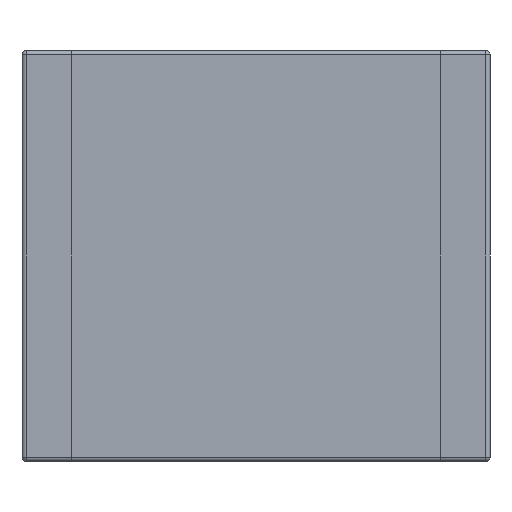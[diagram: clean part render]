
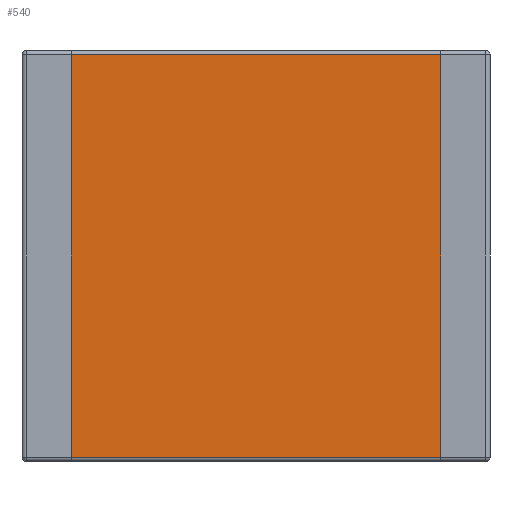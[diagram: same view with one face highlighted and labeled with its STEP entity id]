
A CAD part, front view. The second image highlights one B-rep face of the part: STEP entity #540.
In plain terms, the highlighted planar face has unit normal (0, -1, 0).
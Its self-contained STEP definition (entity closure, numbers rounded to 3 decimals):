
#505 = EDGE_CURVE ( 'NONE', #664, #679, #954, .T. ) ;
#509 = ORIENTED_EDGE ( 'NONE', *, *, #563, .F. ) ;
#510 = ORIENTED_EDGE ( 'NONE', *, *, #505, .T. ) ;
#512 = EDGE_CURVE ( 'NONE', #541, #558, #995, .T. ) ;
#538 = EDGE_LOOP ( 'NONE', ( #542, #549, #509, #510 ) ) ;
#540 = ADVANCED_FACE ( 'NONE', ( #1071 ), #1112, .T. ) ;
#541 = VERTEX_POINT ( 'NONE', #1107 ) ;
#542 = ORIENTED_EDGE ( 'NONE', *, *, #596, .F. ) ;
#549 = ORIENTED_EDGE ( 'NONE', *, *, #512, .T. ) ;
#558 = VERTEX_POINT ( 'NONE', #1115 ) ;
#563 = EDGE_CURVE ( 'NONE', #664, #558, #1162, .T. ) ;
#596 = EDGE_CURVE ( 'NONE', #541, #679, #1245, .T. ) ;
#664 = VERTEX_POINT ( 'NONE', #1496 ) ;
#679 = VERTEX_POINT ( 'NONE', #1510 ) ;
#951 = DIRECTION ( 'NONE',  ( -1., 0., 0. ) ) ;
#952 = VECTOR ( 'NONE', #951, 1000. ) ;
#953 = CARTESIAN_POINT ( 'NONE',  ( -2.85, 0., 2.45 ) ) ;
#954 = LINE ( 'NONE', #953, #952 ) ;
#992 = DIRECTION ( 'NONE',  ( 1., 0., 0. ) ) ;
#993 = VECTOR ( 'NONE', #992, 1000. ) ;
#994 = CARTESIAN_POINT ( 'NONE',  ( 2.85, 0., -2.45 ) ) ;
#995 = LINE ( 'NONE', #994, #993 ) ;
#1071 = FACE_OUTER_BOUND ( 'NONE', #538, .T. ) ;
#1107 = CARTESIAN_POINT ( 'NONE',  ( -2.25, 0., -2.45 ) ) ;
#1108 = DIRECTION ( 'NONE',  ( 0., 0., -1. ) ) ;
#1109 = DIRECTION ( 'NONE',  ( 0., -1., 0. ) ) ;
#1110 = CARTESIAN_POINT ( 'NONE',  ( 2.85, 0., -2.5 ) ) ;
#1111 = AXIS2_PLACEMENT_3D ( 'NONE', #1110, #1109, #1108 ) ;
#1112 = PLANE ( 'NONE',  #1111 ) ;
#1115 = CARTESIAN_POINT ( 'NONE',  ( 2.25, 0., -2.45 ) ) ;
#1159 = DIRECTION ( 'NONE',  ( 0., 0., -1. ) ) ;
#1160 = VECTOR ( 'NONE', #1159, 1000. ) ;
#1161 = CARTESIAN_POINT ( 'NONE',  ( 2.25, 0., -2.5 ) ) ;
#1162 = LINE ( 'NONE', #1161, #1160 ) ;
#1242 = DIRECTION ( 'NONE',  ( 0., 0., 1. ) ) ;
#1243 = VECTOR ( 'NONE', #1242, 1000. ) ;
#1244 = CARTESIAN_POINT ( 'NONE',  ( -2.25, 0., -2.5 ) ) ;
#1245 = LINE ( 'NONE', #1244, #1243 ) ;
#1496 = CARTESIAN_POINT ( 'NONE',  ( 2.25, 0., 2.45 ) ) ;
#1510 = CARTESIAN_POINT ( 'NONE',  ( -2.25, 0., 2.45 ) ) ;
